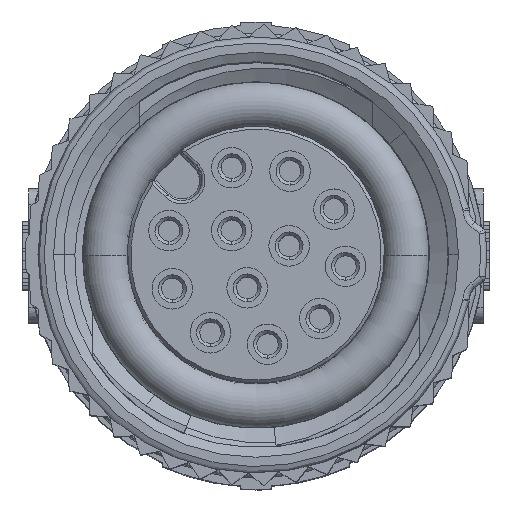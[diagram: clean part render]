
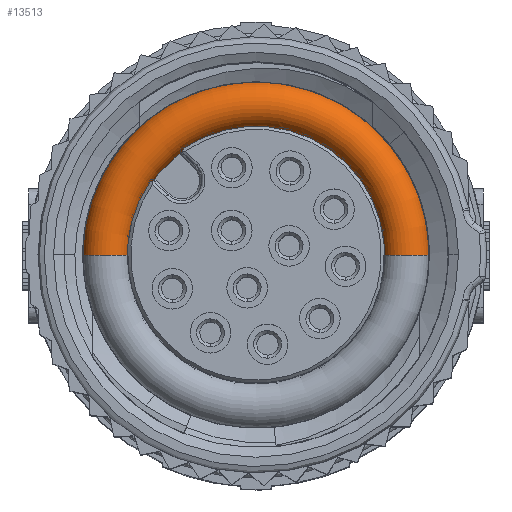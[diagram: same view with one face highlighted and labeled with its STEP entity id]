
A CAD part, top view. The second image highlights one B-rep face of the part: STEP entity #13513.
In plain terms, the highlighted toroidal (fillet/blend) face has major radius 4.825 mm and minor radius 0.75 mm.
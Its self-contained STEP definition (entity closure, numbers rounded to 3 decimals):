
#198=CARTESIAN_POINT('',(-3.409,2.322,1.019));
#199=CARTESIAN_POINT('',(-3.406,2.327,1.019));
#200=CARTESIAN_POINT('',(-3.399,2.336,1.017));
#201=CARTESIAN_POINT('',(-3.386,2.347,1.005));
#202=CARTESIAN_POINT('',(-3.373,2.355,0.988));
#203=CARTESIAN_POINT('',(-3.361,2.36,0.966));
#204=CARTESIAN_POINT('',(-3.349,2.363,0.94));
#205=CARTESIAN_POINT('',(-3.339,2.365,0.911));
#206=CARTESIAN_POINT('',(-3.331,2.366,0.878));
#207=CARTESIAN_POINT('',(-3.324,2.366,0.841));
#208=CARTESIAN_POINT('',(-3.32,2.366,0.8));
#209=CARTESIAN_POINT('',(-3.317,2.366,0.754));
#210=CARTESIAN_POINT('',(-3.319,2.366,0.705));
#211=CARTESIAN_POINT('',(-3.324,2.366,0.66));
#212=CARTESIAN_POINT('',(-3.331,2.366,0.622));
#213=CARTESIAN_POINT('',(-3.34,2.365,0.589));
#214=CARTESIAN_POINT('',(-3.35,2.363,0.559));
#215=CARTESIAN_POINT('',(-3.361,2.36,0.534));
#216=CARTESIAN_POINT('',(-3.373,2.355,0.512));
#217=CARTESIAN_POINT('',(-3.386,2.347,0.495));
#218=CARTESIAN_POINT('',(-3.399,2.336,0.483));
#219=CARTESIAN_POINT('',(-3.406,2.327,0.481));
#220=CARTESIAN_POINT('',(-3.409,2.322,0.481));
#222=CARTESIAN_POINT('',(4.825,0.,0.75));
#223=DIRECTION('',(0.,-1.,0.));
#224=DIRECTION('',(0.499,0.,-0.867));
#225=AXIS2_PLACEMENT_3D('',#222,#223,#224);
#227=CARTESIAN_POINT('',(0.,0.,0.1));
#228=DIRECTION('',(0.,0.,-1.));
#229=DIRECTION('',(-1.,0.,0.));
#230=AXIS2_PLACEMENT_3D('',#227,#228,#229);
#232=CARTESIAN_POINT('',(-4.825,0.,0.75));
#233=DIRECTION('',(0.,-1.,0.));
#234=DIRECTION('',(0.933,0.,0.359));
#235=AXIS2_PLACEMENT_3D('',#232,#233,#234);
#237=CARTESIAN_POINT('',(0.,0.,0.1));
#238=DIRECTION('',(0.,0.,-1.));
#239=DIRECTION('',(-1.,0.,0.));
#240=AXIS2_PLACEMENT_3D('',#237,#238,#239);
#9451=CARTESIAN_POINT('',(0.,0.,1.019));
#9452=DIRECTION('',(0.,0.,1.));
#9453=DIRECTION('',(-0.826,0.563,0.));
#9454=AXIS2_PLACEMENT_3D('',#9451,#9452,#9453);
#9464=CARTESIAN_POINT('',(0.,0.,1.019));
#9465=DIRECTION('',(0.,0.,1.));
#9466=DIRECTION('',(1.,0.,0.));
#9467=AXIS2_PLACEMENT_3D('',#9464,#9465,#9466);
#9474=CARTESIAN_POINT('',(-2.322,3.409,
0.481));
#9475=CARTESIAN_POINT('',(-2.327,3.406,
0.481));
#9476=CARTESIAN_POINT('',(-2.336,3.399,
0.483));
#9477=CARTESIAN_POINT('',(-2.347,3.386,
0.495));
#9478=CARTESIAN_POINT('',(-2.355,3.373,
0.512));
#9479=CARTESIAN_POINT('',(-2.36,3.361,
0.534));
#9480=CARTESIAN_POINT('',(-2.363,3.349,
0.56));
#9481=CARTESIAN_POINT('',(-2.365,3.34,
0.589));
#9482=CARTESIAN_POINT('',(-2.366,3.331,
0.622));
#9483=CARTESIAN_POINT('',(-2.366,3.324,
0.659));
#9484=CARTESIAN_POINT('',(-2.366,3.32,
0.7));
#9485=CARTESIAN_POINT('',(-2.366,3.317,
0.746));
#9486=CARTESIAN_POINT('',(-2.366,3.319,
0.795));
#9487=CARTESIAN_POINT('',(-2.366,3.324,
0.839));
#9488=CARTESIAN_POINT('',(-2.366,3.331,
0.878));
#9489=CARTESIAN_POINT('',(-2.365,3.34,
0.911));
#9490=CARTESIAN_POINT('',(-2.363,3.35,
0.941));
#9491=CARTESIAN_POINT('',(-2.36,3.361,
0.966));
#9492=CARTESIAN_POINT('',(-2.355,3.373,
0.988));
#9493=CARTESIAN_POINT('',(-2.347,3.386,1.005));
#9494=CARTESIAN_POINT('',(-2.336,3.399,1.017));
#9495=CARTESIAN_POINT('',(-2.327,3.406,1.019));
#9496=CARTESIAN_POINT('',(-2.322,3.409,1.019));
#9530=CARTESIAN_POINT('',(4.825,0.,0.75));
#9531=DIRECTION('',(0.,-1.,0.));
#9532=DIRECTION('',(-0.933,0.,-0.359));
#9533=AXIS2_PLACEMENT_3D('',#9530,#9531,#9532);
#9535=CARTESIAN_POINT('',(-4.825,0.,0.75));
#9536=DIRECTION('',(0.,1.,0.));
#9537=DIRECTION('',(0.933,0.,-0.359));
#9538=AXIS2_PLACEMENT_3D('',#9535,#9536,#9537);
#9540=CARTESIAN_POINT('',(0.,0.,0.481));
#9541=DIRECTION('',(0.,0.,1.));
#9542=DIRECTION('',(-0.826,0.563,0.));
#9543=AXIS2_PLACEMENT_3D('',#9540,#9541,#9542);
#9550=CARTESIAN_POINT('',(0.,0.,0.481));
#9551=DIRECTION('',(0.,0.,1.));
#9552=DIRECTION('',(1.,0.,0.));
#9553=AXIS2_PLACEMENT_3D('',#9550,#9551,#9552);
#11241=CARTESIAN_POINT('',(-3.409,2.322,
1.019));
#11242=CARTESIAN_POINT('',(-4.125,0.,1.019));
#11243=VERTEX_POINT('',#11241);
#11244=VERTEX_POINT('',#11242);
#11245=CARTESIAN_POINT('',(4.125,0.,1.019));
#11246=CARTESIAN_POINT('',(-2.322,3.409,
1.019));
#11247=VERTEX_POINT('',#11245);
#11248=VERTEX_POINT('',#11246);
#11249=CARTESIAN_POINT('',(-3.409,2.322,
0.481));
#11250=CARTESIAN_POINT('',(-4.125,0.,0.481));
#11251=VERTEX_POINT('',#11249);
#11252=VERTEX_POINT('',#11250);
#11253=CARTESIAN_POINT('',(4.125,0.,0.481));
#11254=CARTESIAN_POINT('',(-2.322,3.409,
0.481));
#11255=VERTEX_POINT('',#11253);
#11256=VERTEX_POINT('',#11254);
#12066=CARTESIAN_POINT('',(-5.199,0.,0.1));
#12067=CARTESIAN_POINT('',(5.199,0.,0.1));
#12068=VERTEX_POINT('',#12066);
#12069=VERTEX_POINT('',#12067);
#12070=CARTESIAN_POINT('',(-4.451,0.,0.1));
#12071=CARTESIAN_POINT('',(4.451,0.,0.1));
#12072=VERTEX_POINT('',#12070);
#12073=VERTEX_POINT('',#12071);
#13483=CARTESIAN_POINT('',(0.,0.,0.75));
#13484=DIRECTION('',(0.,0.,-1.));
#13485=DIRECTION('',(1.,0.,0.));
#13486=AXIS2_PLACEMENT_3D('',#13483,#13484,#13485);
#13487=TOROIDAL_SURFACE('',#13486,4.825,0.75);
#13489=ORIENTED_EDGE('',*,*,#13488,.T.);
#13491=ORIENTED_EDGE('',*,*,#13490,.T.);
#13493=ORIENTED_EDGE('',*,*,#13492,.F.);
#13495=ORIENTED_EDGE('',*,*,#13494,.F.);
#13497=ORIENTED_EDGE('',*,*,#13496,.T.);
#13499=ORIENTED_EDGE('',*,*,#13498,.F.);
#13501=ORIENTED_EDGE('',*,*,#13500,.F.);
#13503=ORIENTED_EDGE('',*,*,#13502,.F.);
#13504=ORIENTED_EDGE('',*,*,#13467,.F.);
#13506=ORIENTED_EDGE('',*,*,#13505,.T.);
#13508=ORIENTED_EDGE('',*,*,#13507,.T.);
#13510=ORIENTED_EDGE('',*,*,#13509,.T.);
#13511=EDGE_LOOP('',(#13489,#13491,#13493,#13495,#13497,#13499,#13501,#13503,
#13504,#13506,#13508,#13510));
#13512=FACE_OUTER_BOUND('',#13511,.F.);
#221=B_SPLINE_CURVE_WITH_KNOTS('',3,(#198,#199,#200,#201,#202,#203,#204,#205,
#206,#207,#208,#209,#210,#211,#212,#213,#214,#215,#216,#217,#218,#219,#220),
.UNSPECIFIED.,.F.,.F.,(4,1,1,1,1,1,1,1,1,1,1,1,1,1,1,1,1,1,1,1,4),(0.,0.05,
0.1,0.15,0.2,0.25,0.3,0.35,0.4,0.45,0.5,0.55,0.6,0.65,
0.7,0.75,0.8,0.85,0.9,0.95,1.),.UNSPECIFIED.);
#226=CIRCLE('',#225,0.75);
#231=CIRCLE('',#230,4.451);
#236=CIRCLE('',#235,0.75);
#241=CIRCLE('',#240,5.199);
#9455=CIRCLE('',#9454,4.125);
#9468=CIRCLE('',#9467,4.125);
#9497=B_SPLINE_CURVE_WITH_KNOTS('',3,(#9474,#9475,#9476,#9477,#9478,#9479,#9480,
#9481,#9482,#9483,#9484,#9485,#9486,#9487,#9488,#9489,#9490,#9491,#9492,#9493,
#9494,#9495,#9496),.UNSPECIFIED.,.F.,.F.,(4,1,1,1,1,1,1,1,1,1,1,1,1,1,1,1,1,1,1,
1,4),(0.,0.05,0.1,0.15,0.2,0.25,0.3,0.35,0.4,0.45,0.5,
0.55,0.6,0.65,0.7,0.75,0.8,0.85,0.9,0.95,1.),.UNSPECIFIED.);
#9534=CIRCLE('',#9533,0.75);
#9539=CIRCLE('',#9538,0.75);
#9544=CIRCLE('',#9543,4.125);
#9554=CIRCLE('',#9553,4.125);
#13467=EDGE_CURVE('',#11243,#11251,#221,.T.);
#13488=EDGE_CURVE('',#12069,#11247,#226,.T.);
#13490=EDGE_CURVE('',#11247,#11248,#9468,.T.);
#13492=EDGE_CURVE('',#11256,#11248,#9497,.T.);
#13494=EDGE_CURVE('',#11255,#11256,#9554,.T.);
#13496=EDGE_CURVE('',#11255,#12073,#9534,.T.);
#13498=EDGE_CURVE('',#12072,#12073,#231,.T.);
#13500=EDGE_CURVE('',#11252,#12072,#9539,.T.);
#13502=EDGE_CURVE('',#11251,#11252,#9544,.T.);
#13505=EDGE_CURVE('',#11243,#11244,#9455,.T.);
#13507=EDGE_CURVE('',#11244,#12068,#236,.T.);
#13509=EDGE_CURVE('',#12068,#12069,#241,.T.);
#13513=ADVANCED_FACE('',(#13512),#13487,.T.);
